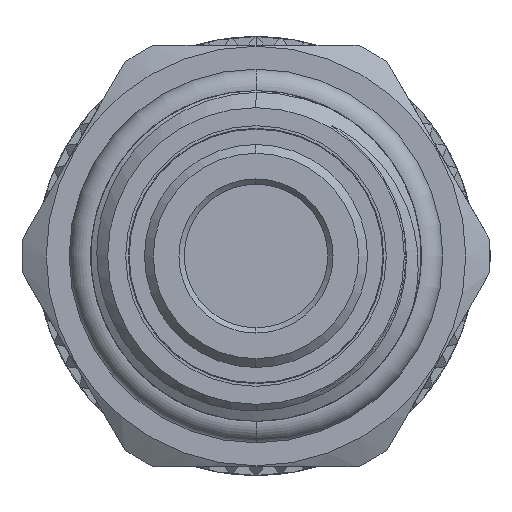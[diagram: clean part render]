
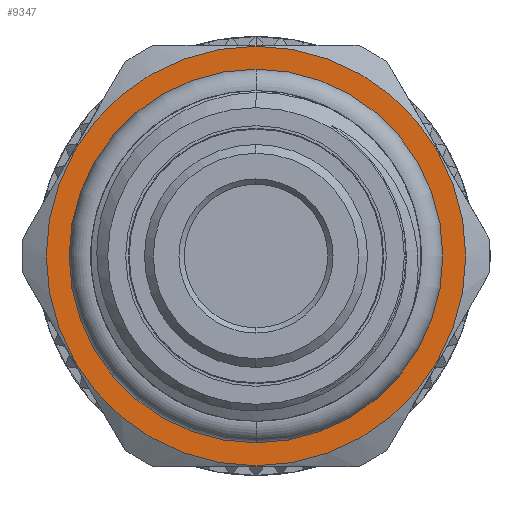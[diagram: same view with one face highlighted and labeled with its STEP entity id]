
A CAD part, left-side view. The second image highlights one B-rep face of the part: STEP entity #9347.
In plain terms, the highlighted planar face has unit normal (-1, 0, 0).
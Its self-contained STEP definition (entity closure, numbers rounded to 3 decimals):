
#87 = CIRCLE ( 'NONE', #26953, 11.95 ) ;
#742 = EDGE_CURVE ( 'NONE', #36428, #5436, #4089, .T. ) ;
#762 = PLANE ( 'NONE',  #16912 ) ;
#851 = AXIS2_PLACEMENT_3D ( 'NONE', #12271, #32331, #6446 ) ;
#1280 = EDGE_CURVE ( 'NONE', #8820, #36004, #87, .T. ) ;
#1722 = AXIS2_PLACEMENT_3D ( 'NONE', #32147, #23456, #12444 ) ;
#2075 = EDGE_CURVE ( 'NONE', #5436, #36428, #31532, .T. ) ;
#4089 = CIRCLE ( 'NONE', #24781, 8.395 ) ;
#5333 = DIRECTION ( 'NONE',  ( -1., 0., 0. ) ) ;
#5436 = VERTEX_POINT ( 'NONE', #19778 ) ;
#6446 = DIRECTION ( 'NONE',  ( 0., 0., 1. ) ) ;
#8203 = DIRECTION ( 'NONE',  ( 0., 0., 1. ) ) ;
#8820 = VERTEX_POINT ( 'NONE', #13868 ) ;
#9090 = CIRCLE ( 'NONE', #1722, 11.95 ) ;
#9347 = ADVANCED_FACE ( 'NONE', ( #30795, #20155 ), #762, .T. ) ;
#12271 = CARTESIAN_POINT ( 'NONE',  ( 27.93, 0., 0. ) ) ;
#12444 = DIRECTION ( 'NONE',  ( 0., 0., 1. ) ) ;
#13364 = ORIENTED_EDGE ( 'NONE', *, *, #36738, .T. ) ;
#13868 = CARTESIAN_POINT ( 'NONE',  ( 27.93, 0., 11.95 ) ) ;
#16912 = AXIS2_PLACEMENT_3D ( 'NONE', #18090, #29500, #26524 ) ;
#18090 = CARTESIAN_POINT ( 'NONE',  ( 27.93, 11.95, 0. ) ) ;
#19778 = CARTESIAN_POINT ( 'NONE',  ( 27.93, 0., -8.395 ) ) ;
#20155 = FACE_BOUND ( 'NONE', #35050, .T. ) ;
#20204 = DIRECTION ( 'NONE',  ( 0., 0., 1. ) ) ;
#21744 = ORIENTED_EDGE ( 'NONE', *, *, #1280, .T. ) ;
#23456 = DIRECTION ( 'NONE',  ( -1., 0., 0. ) ) ;
#24030 = ORIENTED_EDGE ( 'NONE', *, *, #2075, .F. ) ;
#24136 = ORIENTED_EDGE ( 'NONE', *, *, #742, .F. ) ;
#24606 = CARTESIAN_POINT ( 'NONE',  ( 27.93, 0., 8.395 ) ) ;
#24781 = AXIS2_PLACEMENT_3D ( 'NONE', #36716, #5333, #8203 ) ;
#24996 = CARTESIAN_POINT ( 'NONE',  ( 27.93, 0., -11.95 ) ) ;
#26524 = DIRECTION ( 'NONE',  ( 0., 0., 1. ) ) ;
#26953 = AXIS2_PLACEMENT_3D ( 'NONE', #27647, #30498, #20204 ) ;
#27647 = CARTESIAN_POINT ( 'NONE',  ( 27.93, 0., 0. ) ) ;
#29500 = DIRECTION ( 'NONE',  ( -1., 0., 0. ) ) ;
#30498 = DIRECTION ( 'NONE',  ( -1., 0., 0. ) ) ;
#30795 = FACE_OUTER_BOUND ( 'NONE', #33823, .T. ) ;
#31532 = CIRCLE ( 'NONE', #851, 8.395 ) ;
#32147 = CARTESIAN_POINT ( 'NONE',  ( 27.93, 0., 0. ) ) ;
#32331 = DIRECTION ( 'NONE',  ( -1., 0., 0. ) ) ;
#33823 = EDGE_LOOP ( 'NONE', ( #21744, #13364 ) ) ;
#35050 = EDGE_LOOP ( 'NONE', ( #24136, #24030 ) ) ;
#36004 = VERTEX_POINT ( 'NONE', #24996 ) ;
#36428 = VERTEX_POINT ( 'NONE', #24606 ) ;
#36716 = CARTESIAN_POINT ( 'NONE',  ( 27.93, 0., 0. ) ) ;
#36738 = EDGE_CURVE ( 'NONE', #36004, #8820, #9090, .T. ) ;
